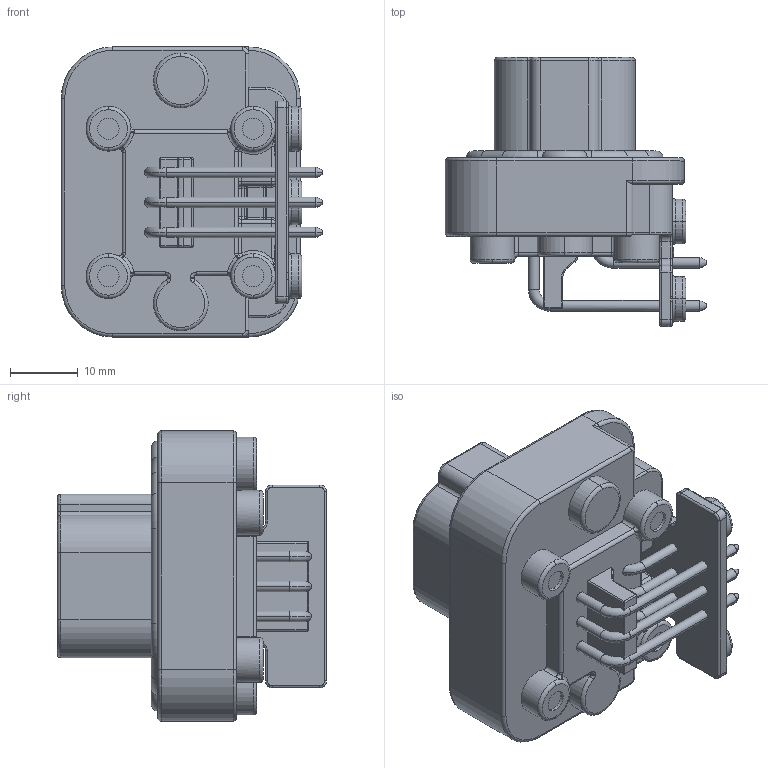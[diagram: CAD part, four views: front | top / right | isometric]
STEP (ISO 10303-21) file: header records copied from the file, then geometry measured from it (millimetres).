
FILE_DESCRIPTION((''),'2;1');
FILE_NAME('PL000637-06-1','2018-08-06T',('Jony.xie'),(''),'PRO/ENGINEER BY PARAMETRIC TECHNOLOGY CORPORATION, 2013230','PRO/ENGINEER BY PARAMETRIC TECHNOLOGY CORPORATION, 2013230','');
FILE_SCHEMA(('CONFIG_CONTROL_DESIGN'));
Length unit declared in the file: millimetre
Products named in the file (1): PL000637-06-1
Bounding box: 38.57 x 39.68 x 42.8 mm (x, y, z)
Volume: 19198.2 mm3; surface area: 9948.3 mm2
Topology: 1 solids, 1 shells, 879 faces, 2231 edges, 1388 vertices
Faces by surface type: cylinder 259, plane 226, extrusion 182, torus 122, bspline 44, sphere 30, cone 16
Entity records: 29179 total; most frequent: CARTESIAN_POINT 8611, ORIENTED_EDGE 4438, DIRECTION 3936, EDGE_CURVE 2219, AXIS2_PLACEMENT_3D 1396, VERTEX_POINT 1388, VECTOR 1144, LINE 962
